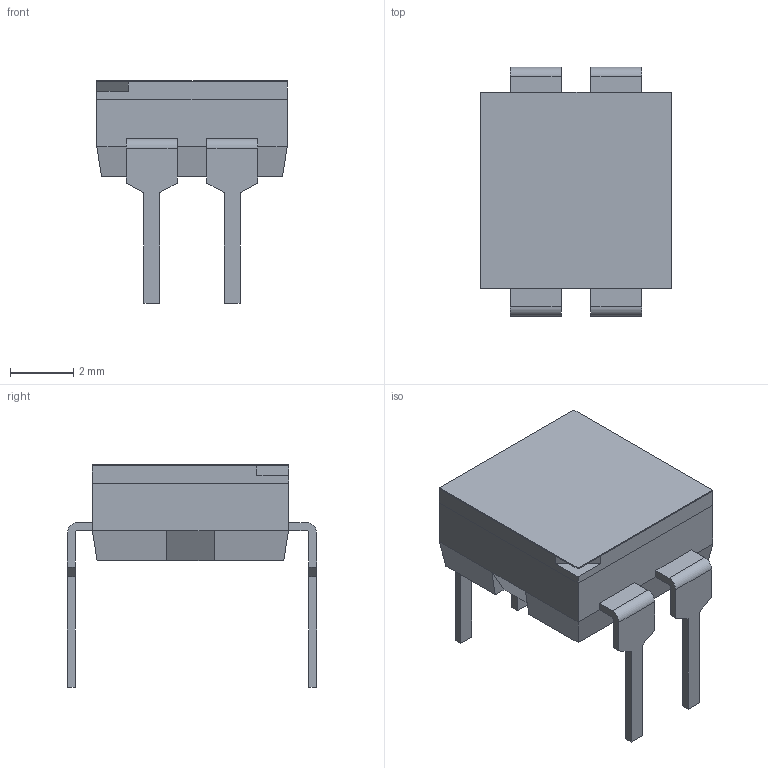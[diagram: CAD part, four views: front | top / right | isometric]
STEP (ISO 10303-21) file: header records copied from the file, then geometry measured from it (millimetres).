
FILE_DESCRIPTION( ( 'Unknown' ), '1' );
FILE_NAME( '418127160902.stp', 'Unknown', ( 'Unknown' ), ( 'Unknown' ), 'PSStep 17.0.49', 'Unknown', ' ' );
FILE_SCHEMA( ( 'AUTOMOTIVE_DESIGN { 1 0 10303 214 1 1 1 1 }' ) );
Length unit declared in the file: millimetre
Products named in the file (8): Assem1; Terminal_front; Actuator; Terminal_back; Contact; Base 02; Cover 02; Tape 02
Assembly tree (11 placements, depth 2):
  Assem1
    Terminal_front  x2
    Actuator  x2
    Terminal_back  x2
    Contact  x2
    Base 02
    Cover 02
    Tape 02
Bounding box: 6.02 x 7.87 x 7.04 mm (x, y, z)
Volume: 102.5 mm3; surface area: 522.1 mm2
Topology: 11 solids, 11 shells, 352 faces, 960 edges, 632 vertices
Faces by surface type: plane 301, cylinder 45, extrusion 6
Full cylindrical faces by diameter (mm): 0.45 x4, 0.5 x8, 1.9 x1
Entity records: 9827 total; most frequent: CARTESIAN_POINT 1719, ORIENTED_EDGE 1278, DIRECTION 1153, EDGE_CURVE 639, VECTOR 533, LINE 527, VERTEX_POINT 422, AXIS2_PLACEMENT_3D 310
